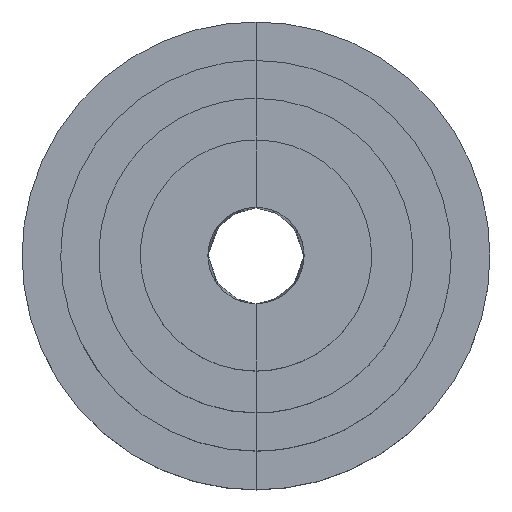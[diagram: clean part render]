
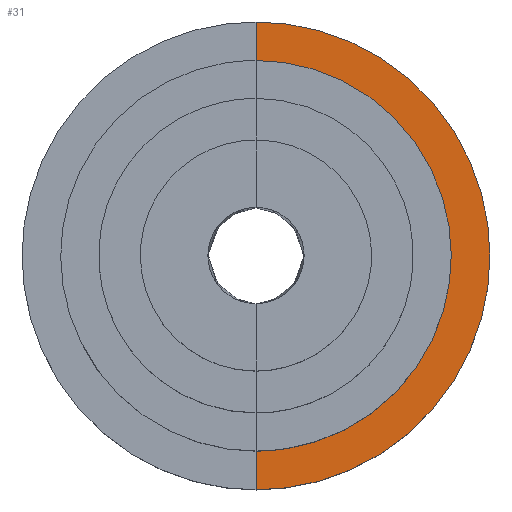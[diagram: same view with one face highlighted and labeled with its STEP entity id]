
A CAD part, top view. The second image highlights one B-rep face of the part: STEP entity #31.
In plain terms, the highlighted free-form (B-spline) face has degree [2, 1] with [5, 2] control points.
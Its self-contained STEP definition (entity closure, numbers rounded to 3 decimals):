
#31=ADVANCED_FACE('',(#81),#667,.T.);
#81=FACE_OUTER_BOUND('',#131,.T.);
#131=EDGE_LOOP('',(#237,#238,#239,#240));
#237=ORIENTED_EDGE('',*,*,#474,.T.);
#238=ORIENTED_EDGE('',*,*,#420,.F.);
#239=ORIENTED_EDGE('',*,*,#390,.F.);
#240=ORIENTED_EDGE('',*,*,#419,.T.);
#390=EDGE_CURVE('',#605,#604,#497,.T.);
#419=EDGE_CURVE('',#605,#644,#562,.T.);
#420=EDGE_CURVE('',#604,#645,#563,.T.);
#474=EDGE_CURVE('',#644,#645,#540,.T.);
#497=B_SPLINE_CURVE_WITH_KNOTS('',1,(#1302,#1303),.UNSPECIFIED.,.F.,.F.,
(2,2),(388.47,396.095),.UNSPECIFIED.);
#540=B_SPLINE_CURVE_WITH_KNOTS('',1,(#1739,#1740),.UNSPECIFIED.,.F.,.F.,
(2,2),(388.47,396.095),.UNSPECIFIED.);
#562=(
BOUNDED_CURVE()
B_SPLINE_CURVE(2,(#1402,#1403,#1404,#1405,#1406),.UNSPECIFIED.,.F.,.F.)
B_SPLINE_CURVE_WITH_KNOTS((3,2,3),(0.,72.492,144.985),
 .UNSPECIFIED.)
CURVE()
GEOMETRIC_REPRESENTATION_ITEM()
RATIONAL_B_SPLINE_CURVE((1.,0.707,1.,0.707,1.))
REPRESENTATION_ITEM('')
);
#563=(
BOUNDED_CURVE()
B_SPLINE_CURVE(2,(#1407,#1408,#1409,#1410,#1411),.UNSPECIFIED.,.F.,.F.)
B_SPLINE_CURVE_WITH_KNOTS((3,2,3),(0.,72.492,144.985),
 .UNSPECIFIED.)
CURVE()
GEOMETRIC_REPRESENTATION_ITEM()
RATIONAL_B_SPLINE_CURVE((1.,0.707,1.,0.707,1.))
REPRESENTATION_ITEM('')
);
#604=VERTEX_POINT('',#1234);
#605=VERTEX_POINT('',#1235);
#644=VERTEX_POINT('',#1274);
#645=VERTEX_POINT('',#1275);
#667=(
BOUNDED_SURFACE()
B_SPLINE_SURFACE(2,1,((#887,#888),(#889,#890),(#891,#892),(#893,#894),(#895,
#896)),.UNSPECIFIED.,.F.,.F.,.F.)
B_SPLINE_SURFACE_WITH_KNOTS((3,2,3),(2,2),(0.,72.492,144.985),
(388.47,396.095),.UNSPECIFIED.)
GEOMETRIC_REPRESENTATION_ITEM()
RATIONAL_B_SPLINE_SURFACE(((1.,1.),(0.707,0.707),
(1.,1.),(0.707,0.707),(1.,1.)))
REPRESENTATION_ITEM('')
SURFACE()
);
#887=CARTESIAN_POINT('',(0.,38.525,18.175));
#888=CARTESIAN_POINT('',(0.,46.15,18.175));
#889=CARTESIAN_POINT('',(38.525,38.525,18.175));
#890=CARTESIAN_POINT('',(46.15,46.15,18.175));
#891=CARTESIAN_POINT('',(38.525,0.,18.175));
#892=CARTESIAN_POINT('',(46.15,0.,18.175));
#893=CARTESIAN_POINT('',(38.525,-38.525,18.175));
#894=CARTESIAN_POINT('',(46.15,-46.15,18.175));
#895=CARTESIAN_POINT('',(0.,-38.525,18.175));
#896=CARTESIAN_POINT('',(0.,-46.15,18.175));
#1234=CARTESIAN_POINT('',(0.,46.15,18.175));
#1235=CARTESIAN_POINT('',(0.,38.525,18.175));
#1274=CARTESIAN_POINT('',(0.,-38.525,18.175));
#1275=CARTESIAN_POINT('',(0.,-46.15,18.175));
#1302=CARTESIAN_POINT('',(0.,38.525,18.175));
#1303=CARTESIAN_POINT('',(0.,46.15,18.175));
#1402=CARTESIAN_POINT('',(0.,38.525,18.175));
#1403=CARTESIAN_POINT('',(38.525,38.525,18.175));
#1404=CARTESIAN_POINT('',(38.525,0.,18.175));
#1405=CARTESIAN_POINT('',(38.525,-38.525,18.175));
#1406=CARTESIAN_POINT('',(0.,-38.525,18.175));
#1407=CARTESIAN_POINT('',(0.,46.15,18.175));
#1408=CARTESIAN_POINT('',(46.15,46.15,18.175));
#1409=CARTESIAN_POINT('',(46.15,0.,18.175));
#1410=CARTESIAN_POINT('',(46.15,-46.15,18.175));
#1411=CARTESIAN_POINT('',(0.,-46.15,18.175));
#1739=CARTESIAN_POINT('',(0.,-38.525,18.175));
#1740=CARTESIAN_POINT('',(0.,-46.15,18.175));
